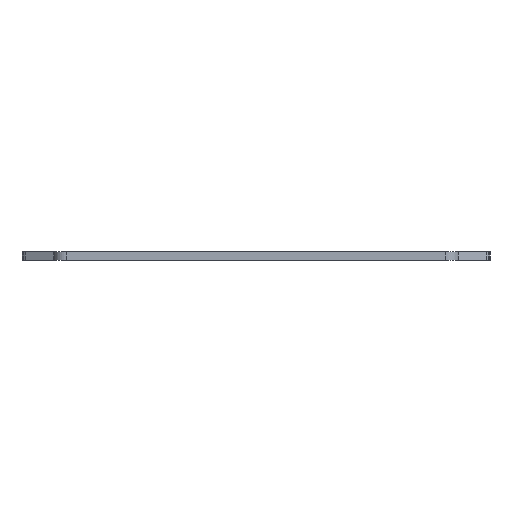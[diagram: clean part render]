
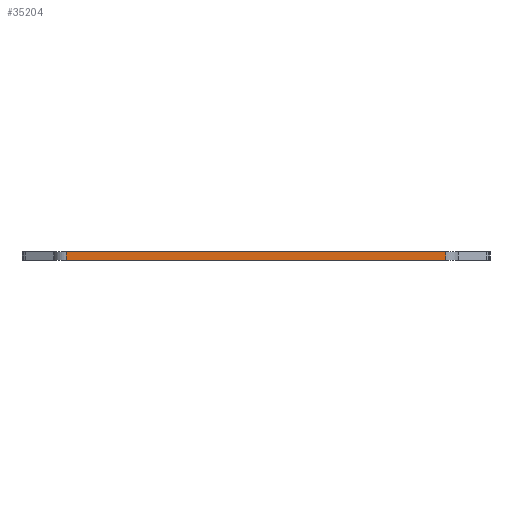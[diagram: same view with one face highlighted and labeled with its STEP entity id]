
A CAD part, left-side view. The second image highlights one B-rep face of the part: STEP entity #35204.
In plain terms, the highlighted planar face has unit normal (-1, 0, 0).
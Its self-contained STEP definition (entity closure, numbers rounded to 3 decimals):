
#83 = PLANE('',#84);
#84 = AXIS2_PLACEMENT_3D('',#85,#86,#87);
#85 = CARTESIAN_POINT('',(272.655,-78.581,1.6));
#86 = DIRECTION('',(-0.,-0.,-1.));
#87 = DIRECTION('',(-1.,0.,0.));
#137 = PLANE('',#138);
#138 = AXIS2_PLACEMENT_3D('',#139,#140,#141);
#139 = CARTESIAN_POINT('',(272.655,-78.581,0.));
#140 = DIRECTION('',(-0.,-0.,-1.));
#141 = DIRECTION('',(-1.,0.,0.));
#3332 = VERTEX_POINT('',#3333);
#3333 = CARTESIAN_POINT('',(146.449,-114.3,0.));
#3352 = CYLINDRICAL_SURFACE('',#3353,2.381);
#3353 = AXIS2_PLACEMENT_3D('',#3354,#3355,#3356);
#3354 = CARTESIAN_POINT('',(148.83,-114.3,0.));
#3355 = DIRECTION('',(-0.,-0.,-1.));
#3356 = DIRECTION('',(1.,0.,-0.));
#3364 = EDGE_CURVE('',#3332,#3365,#3367,.T.);
#3365 = VERTEX_POINT('',#3366);
#3366 = CARTESIAN_POINT('',(146.449,-42.863,0.));
#3367 = SURFACE_CURVE('',#3368,(#3372,#3379),.PCURVE_S1.);
#3368 = LINE('',#3369,#3370);
#3369 = CARTESIAN_POINT('',(146.449,-114.3,0.));
#3370 = VECTOR('',#3371,1.);
#3371 = DIRECTION('',(0.,1.,0.));
#3372 = PCURVE('',#137,#3373);
#3373 = DEFINITIONAL_REPRESENTATION('',(#3374),#3378);
#3374 = LINE('',#3375,#3376);
#3375 = CARTESIAN_POINT('',(126.206,-35.719));
#3376 = VECTOR('',#3377,1.);
#3377 = DIRECTION('',(0.,1.));
#3378 = ( GEOMETRIC_REPRESENTATION_CONTEXT(2) 
PARAMETRIC_REPRESENTATION_CONTEXT() REPRESENTATION_CONTEXT('2D SPACE',''
  ) );
#3379 = PCURVE('',#3380,#3385);
#3380 = PLANE('',#3381);
#3381 = AXIS2_PLACEMENT_3D('',#3382,#3383,#3384);
#3382 = CARTESIAN_POINT('',(146.449,-114.3,0.));
#3383 = DIRECTION('',(-1.,0.,0.));
#3384 = DIRECTION('',(0.,1.,0.));
#3385 = DEFINITIONAL_REPRESENTATION('',(#3386),#3390);
#3386 = LINE('',#3387,#3388);
#3387 = CARTESIAN_POINT('',(0.,0.));
#3388 = VECTOR('',#3389,1.);
#3389 = DIRECTION('',(1.,0.));
#3390 = ( GEOMETRIC_REPRESENTATION_CONTEXT(2) 
PARAMETRIC_REPRESENTATION_CONTEXT() REPRESENTATION_CONTEXT('2D SPACE',''
  ) );
#3413 = CYLINDRICAL_SURFACE('',#3414,2.381);
#3414 = AXIS2_PLACEMENT_3D('',#3415,#3416,#3417);
#3415 = CARTESIAN_POINT('',(148.83,-42.863,0.));
#3416 = DIRECTION('',(-0.,-0.,-1.));
#3417 = DIRECTION('',(1.,0.,-0.));
#20917 = VERTEX_POINT('',#20918);
#20918 = CARTESIAN_POINT('',(146.449,-114.3,1.6));
#20944 = EDGE_CURVE('',#20917,#20945,#20947,.T.);
#20945 = VERTEX_POINT('',#20946);
#20946 = CARTESIAN_POINT('',(146.449,-42.863,1.6));
#20947 = SURFACE_CURVE('',#20948,(#20952,#20959),.PCURVE_S1.);
#20948 = LINE('',#20949,#20950);
#20949 = CARTESIAN_POINT('',(146.449,-114.3,1.6));
#20950 = VECTOR('',#20951,1.);
#20951 = DIRECTION('',(0.,1.,0.));
#20952 = PCURVE('',#83,#20953);
#20953 = DEFINITIONAL_REPRESENTATION('',(#20954),#20958);
#20954 = LINE('',#20955,#20956);
#20955 = CARTESIAN_POINT('',(126.206,-35.719));
#20956 = VECTOR('',#20957,1.);
#20957 = DIRECTION('',(0.,1.));
#20958 = ( GEOMETRIC_REPRESENTATION_CONTEXT(2) 
PARAMETRIC_REPRESENTATION_CONTEXT() REPRESENTATION_CONTEXT('2D SPACE',''
  ) );
#20959 = PCURVE('',#3380,#20960);
#20960 = DEFINITIONAL_REPRESENTATION('',(#20961),#20965);
#20961 = LINE('',#20962,#20963);
#20962 = CARTESIAN_POINT('',(0.,-1.6));
#20963 = VECTOR('',#20964,1.);
#20964 = DIRECTION('',(1.,0.));
#20965 = ( GEOMETRIC_REPRESENTATION_CONTEXT(2) 
PARAMETRIC_REPRESENTATION_CONTEXT() REPRESENTATION_CONTEXT('2D SPACE',''
  ) );
#35156 = EDGE_CURVE('',#3365,#20945,#35157,.T.);
#35157 = SURFACE_CURVE('',#35158,(#35162,#35169),.PCURVE_S1.);
#35158 = LINE('',#35159,#35160);
#35159 = CARTESIAN_POINT('',(146.449,-42.863,0.));
#35160 = VECTOR('',#35161,1.);
#35161 = DIRECTION('',(0.,0.,1.));
#35162 = PCURVE('',#3413,#35163);
#35163 = DEFINITIONAL_REPRESENTATION('',(#35164),#35168);
#35164 = LINE('',#35165,#35166);
#35165 = CARTESIAN_POINT('',(-3.142,0.));
#35166 = VECTOR('',#35167,1.);
#35167 = DIRECTION('',(-0.,-1.));
#35168 = ( GEOMETRIC_REPRESENTATION_CONTEXT(2) 
PARAMETRIC_REPRESENTATION_CONTEXT() REPRESENTATION_CONTEXT('2D SPACE',''
  ) );
#35169 = PCURVE('',#3380,#35170);
#35170 = DEFINITIONAL_REPRESENTATION('',(#35171),#35175);
#35171 = LINE('',#35172,#35173);
#35172 = CARTESIAN_POINT('',(71.437,0.));
#35173 = VECTOR('',#35174,1.);
#35174 = DIRECTION('',(0.,-1.));
#35175 = ( GEOMETRIC_REPRESENTATION_CONTEXT(2) 
PARAMETRIC_REPRESENTATION_CONTEXT() REPRESENTATION_CONTEXT('2D SPACE',''
  ) );
#35204 = ADVANCED_FACE('',(#35205),#3380,.T.);
#35205 = FACE_BOUND('',#35206,.T.);
#35206 = EDGE_LOOP('',(#35207,#35228,#35229,#35230));
#35207 = ORIENTED_EDGE('',*,*,#35208,.T.);
#35208 = EDGE_CURVE('',#3332,#20917,#35209,.T.);
#35209 = SURFACE_CURVE('',#35210,(#35214,#35221),.PCURVE_S1.);
#35210 = LINE('',#35211,#35212);
#35211 = CARTESIAN_POINT('',(146.449,-114.3,0.));
#35212 = VECTOR('',#35213,1.);
#35213 = DIRECTION('',(0.,0.,1.));
#35214 = PCURVE('',#3380,#35215);
#35215 = DEFINITIONAL_REPRESENTATION('',(#35216),#35220);
#35216 = LINE('',#35217,#35218);
#35217 = CARTESIAN_POINT('',(0.,0.));
#35218 = VECTOR('',#35219,1.);
#35219 = DIRECTION('',(0.,-1.));
#35220 = ( GEOMETRIC_REPRESENTATION_CONTEXT(2) 
PARAMETRIC_REPRESENTATION_CONTEXT() REPRESENTATION_CONTEXT('2D SPACE',''
  ) );
#35221 = PCURVE('',#3352,#35222);
#35222 = DEFINITIONAL_REPRESENTATION('',(#35223),#35227);
#35223 = LINE('',#35224,#35225);
#35224 = CARTESIAN_POINT('',(-3.142,0.));
#35225 = VECTOR('',#35226,1.);
#35226 = DIRECTION('',(-0.,-1.));
#35227 = ( GEOMETRIC_REPRESENTATION_CONTEXT(2) 
PARAMETRIC_REPRESENTATION_CONTEXT() REPRESENTATION_CONTEXT('2D SPACE',''
  ) );
#35228 = ORIENTED_EDGE('',*,*,#20944,.T.);
#35229 = ORIENTED_EDGE('',*,*,#35156,.F.);
#35230 = ORIENTED_EDGE('',*,*,#3364,.F.);
